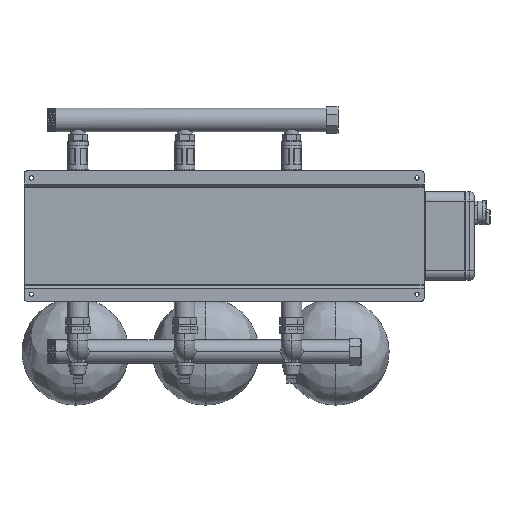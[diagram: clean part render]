
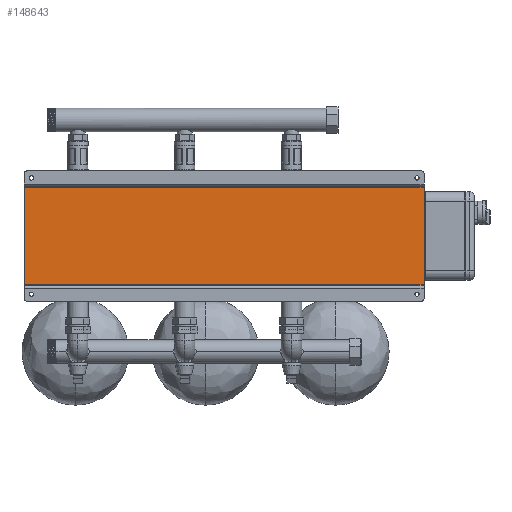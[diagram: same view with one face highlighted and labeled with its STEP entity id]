
A CAD part, front view. The second image highlights one B-rep face of the part: STEP entity #148643.
In plain terms, the highlighted planar face has unit normal (0, -1, 0).
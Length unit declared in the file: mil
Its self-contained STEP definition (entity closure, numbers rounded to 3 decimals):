
#5065 = CARTESIAN_POINT ( 'NONE',  ( -16929.134, 2007.874, 4133.858 ) ) ;
#11325 = ORIENTED_EDGE ( 'NONE', *, *, #186288, .T. ) ;
#11942 = CARTESIAN_POINT ( 'NONE',  ( 16929.134, 2007.874, -4133.858 ) ) ;
#26202 = DIRECTION ( 'NONE',  ( 0., 0., -1. ) ) ;
#32021 = PLANE ( 'NONE',  #60381 ) ;
#41233 = CARTESIAN_POINT ( 'NONE',  ( -16929.134, 2007.874, -4133.858 ) ) ;
#48402 = CARTESIAN_POINT ( 'NONE',  ( -16929.134, 2007.874, -4133.858 ) ) ;
#54749 = VERTEX_POINT ( 'NONE', #174583 ) ;
#60381 = AXIS2_PLACEMENT_3D ( 'NONE', #62907, #174904, #96782 ) ;
#62907 = CARTESIAN_POINT ( 'NONE',  ( 16929.134, 2007.874, -4133.858 ) ) ;
#67896 = VERTEX_POINT ( 'NONE', #48402 ) ;
#71817 = CARTESIAN_POINT ( 'NONE',  ( 16929.134, 2007.874, 4133.858 ) ) ;
#72076 = DIRECTION ( 'NONE',  ( 0., 0., -1. ) ) ;
#74569 = EDGE_LOOP ( 'NONE', ( #11325, #199006, #189471, #146113 ) ) ;
#77743 = DIRECTION ( 'NONE',  ( -1., 0., 0. ) ) ;
#89655 = VERTEX_POINT ( 'NONE', #5065 ) ;
#96782 = DIRECTION ( 'NONE',  ( 1., 0., 0. ) ) ;
#103771 = VECTOR ( 'NONE', #77743, 39370.079 ) ;
#107365 = EDGE_CURVE ( 'NONE', #130116, #67896, #125039, .T. ) ;
#113233 = FACE_OUTER_BOUND ( 'NONE', #74569, .T. ) ;
#125039 = LINE ( 'NONE', #141466, #103771 ) ;
#130116 = VERTEX_POINT ( 'NONE', #11942 ) ;
#134351 = VECTOR ( 'NONE', #72076, 39370.079 ) ;
#141466 = CARTESIAN_POINT ( 'NONE',  ( 16929.134, 2007.874, -4133.858 ) ) ;
#146113 = ORIENTED_EDGE ( 'NONE', *, *, #167145, .T. ) ;
#146658 = VECTOR ( 'NONE', #26202, 39370.079 ) ;
#148643 = ADVANCED_FACE ( 'NONE', ( #113233 ), #32021, .F. ) ;
#166376 = DIRECTION ( 'NONE',  ( -1., 0., 0. ) ) ;
#167023 = CARTESIAN_POINT ( 'NONE',  ( 16929.134, 2007.874, 4133.858 ) ) ;
#167145 = EDGE_CURVE ( 'NONE', #54749, #89655, #198299, .T. ) ;
#174583 = CARTESIAN_POINT ( 'NONE',  ( 16929.134, 2007.874, 4133.858 ) ) ;
#174904 = DIRECTION ( 'NONE',  ( 0., 1., 0. ) ) ;
#182504 = LINE ( 'NONE', #167023, #146658 ) ;
#183432 = VECTOR ( 'NONE', #166376, 39370.079 ) ;
#186288 = EDGE_CURVE ( 'NONE', #89655, #67896, #201611, .T. ) ;
#189471 = ORIENTED_EDGE ( 'NONE', *, *, #198587, .F. ) ;
#198299 = LINE ( 'NONE', #71817, #183432 ) ;
#198587 = EDGE_CURVE ( 'NONE', #54749, #130116, #182504, .T. ) ;
#199006 = ORIENTED_EDGE ( 'NONE', *, *, #107365, .F. ) ;
#201611 = LINE ( 'NONE', #41233, #134351 ) ;
